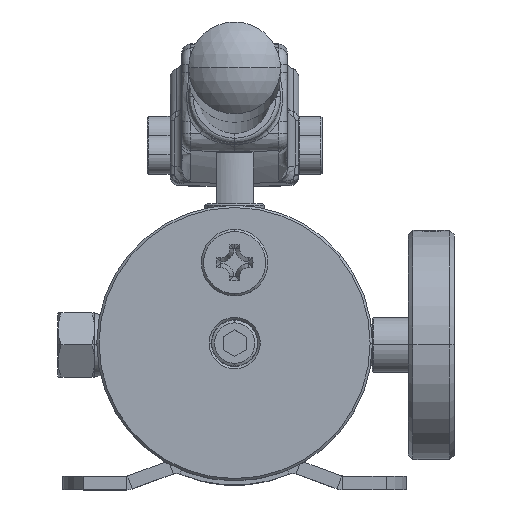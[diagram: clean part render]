
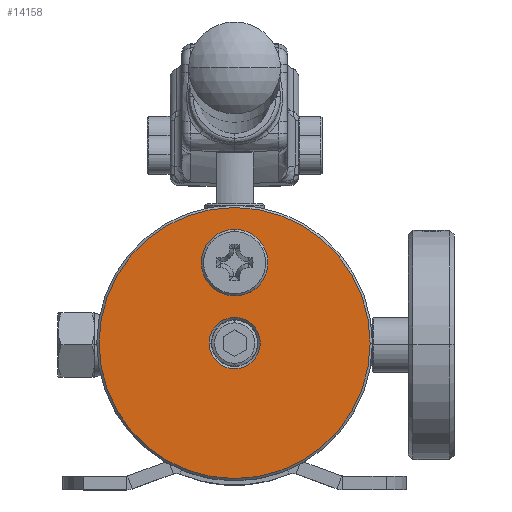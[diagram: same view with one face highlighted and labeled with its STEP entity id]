
A CAD part, top view. The second image highlights one B-rep face of the part: STEP entity #14158.
In plain terms, the highlighted planar face has unit normal (0, 0, 1).
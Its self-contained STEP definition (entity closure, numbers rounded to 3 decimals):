
#497 = VERTEX_POINT ( 'NONE', #19414 ) ;
#833 = EDGE_LOOP ( 'NONE', ( #11925, #4791 ) ) ;
#954 = CARTESIAN_POINT ( 'NONE',  ( 5.575, 28.5, 263.5 ) ) ;
#2410 = DIRECTION ( 'NONE',  ( 0., 1., 0. ) ) ;
#2531 = DIRECTION ( 'NONE',  ( 0., 0., -1. ) ) ;
#2638 = ORIENTED_EDGE ( 'NONE', *, *, #7156, .F. ) ;
#2842 = ORIENTED_EDGE ( 'NONE', *, *, #6063, .T. ) ;
#3239 = AXIS2_PLACEMENT_3D ( 'NONE', #6001, #9185, #5787 ) ;
#3382 = DIRECTION ( 'NONE',  ( 0., 0., 1. ) ) ;
#3531 = CIRCLE ( 'NONE', #8565, 5.575 ) ;
#3546 = AXIS2_PLACEMENT_3D ( 'NONE', #13066, #3382, #17756 ) ;
#3599 = AXIS2_PLACEMENT_3D ( 'NONE', #10763, #7465, #12394 ) ;
#4209 = CARTESIAN_POINT ( 'NONE',  ( 0., 28.5, 263.5 ) ) ;
#4392 = DIRECTION ( 'NONE',  ( -1., 0., 0. ) ) ;
#4791 = ORIENTED_EDGE ( 'NONE', *, *, #16235, .T. ) ;
#5783 = DIRECTION ( 'NONE',  ( 0., 0., -1. ) ) ;
#5787 = DIRECTION ( 'NONE',  ( -1., 0., 0. ) ) ;
#5919 = AXIS2_PLACEMENT_3D ( 'NONE', #15377, #10348, #2410 ) ;
#6001 = CARTESIAN_POINT ( 'NONE',  ( 0., 28.5, 263.5 ) ) ;
#6063 = EDGE_CURVE ( 'NONE', #15744, #497, #13186, .T. ) ;
#6192 = DIRECTION ( 'NONE',  ( 0., 0., 1. ) ) ;
#6334 = CIRCLE ( 'NONE', #3599, 4.763 ) ;
#7122 = EDGE_LOOP ( 'NONE', ( #2638, #13803 ) ) ;
#7156 = EDGE_CURVE ( 'NONE', #12590, #8304, #11766, .T. ) ;
#7465 = DIRECTION ( 'NONE',  ( 0., 0., 1. ) ) ;
#8304 = VERTEX_POINT ( 'NONE', #19498 ) ;
#8565 = AXIS2_PLACEMENT_3D ( 'NONE', #4209, #5783, #20050 ) ;
#9070 = FACE_BOUND ( 'NONE', #833, .T. ) ;
#9153 = CARTESIAN_POINT ( 'NONE',  ( 0., 28.5, 263.5 ) ) ;
#9185 = DIRECTION ( 'NONE',  ( 0., 0., -1. ) ) ;
#10264 = AXIS2_PLACEMENT_3D ( 'NONE', #9153, #6192, #14048 ) ;
#10348 = DIRECTION ( 'NONE',  ( 0., 0., 1. ) ) ;
#10763 = CARTESIAN_POINT ( 'NONE',  ( 0., 46., 263.5 ) ) ;
#11766 = CIRCLE ( 'NONE', #5919, 4.763 ) ;
#11920 = AXIS2_PLACEMENT_3D ( 'NONE', #14101, #2531, #4392 ) ;
#11925 = ORIENTED_EDGE ( 'NONE', *, *, #13655, .T. ) ;
#12089 = CIRCLE ( 'NONE', #3239, 5.575 ) ;
#12394 = DIRECTION ( 'NONE',  ( 0., 1., 0. ) ) ;
#12590 = VERTEX_POINT ( 'NONE', #17213 ) ;
#13066 = CARTESIAN_POINT ( 'NONE',  ( 0., 28.5, 263.5 ) ) ;
#13186 = CIRCLE ( 'NONE', #10264, 29.5 ) ;
#13268 = EDGE_CURVE ( 'NONE', #497, #15744, #19257, .T. ) ;
#13655 = EDGE_CURVE ( 'NONE', #14628, #18019, #12089, .T. ) ;
#13803 = ORIENTED_EDGE ( 'NONE', *, *, #20758, .F. ) ;
#14048 = DIRECTION ( 'NONE',  ( -1., 0., 0. ) ) ;
#14101 = CARTESIAN_POINT ( 'NONE',  ( 30., 28.5, 263.5 ) ) ;
#14158 = ADVANCED_FACE ( 'NONE', ( #20980, #9070, #18168 ), #17260, .F. ) ;
#14628 = VERTEX_POINT ( 'NONE', #954 ) ;
#15377 = CARTESIAN_POINT ( 'NONE',  ( 0., 46., 263.5 ) ) ;
#15744 = VERTEX_POINT ( 'NONE', #18851 ) ;
#16235 = EDGE_CURVE ( 'NONE', #18019, #14628, #3531, .T. ) ;
#17213 = CARTESIAN_POINT ( 'NONE',  ( 0., 50.762, 263.5 ) ) ;
#17236 = CARTESIAN_POINT ( 'NONE',  ( -5.575, 28.5, 263.5 ) ) ;
#17260 = PLANE ( 'NONE',  #11920 ) ;
#17345 = ORIENTED_EDGE ( 'NONE', *, *, #13268, .T. ) ;
#17756 = DIRECTION ( 'NONE',  ( -1., 0., 0. ) ) ;
#18019 = VERTEX_POINT ( 'NONE', #17236 ) ;
#18168 = FACE_OUTER_BOUND ( 'NONE', #18817, .T. ) ;
#18817 = EDGE_LOOP ( 'NONE', ( #17345, #2842 ) ) ;
#18851 = CARTESIAN_POINT ( 'NONE',  ( 29.5, 28.5, 263.5 ) ) ;
#19257 = CIRCLE ( 'NONE', #3546, 29.5 ) ;
#19414 = CARTESIAN_POINT ( 'NONE',  ( -29.5, 28.5, 263.5 ) ) ;
#19498 = CARTESIAN_POINT ( 'NONE',  ( 0., 41.237, 263.5 ) ) ;
#20050 = DIRECTION ( 'NONE',  ( -1., 0., 0. ) ) ;
#20758 = EDGE_CURVE ( 'NONE', #8304, #12590, #6334, .T. ) ;
#20980 = FACE_BOUND ( 'NONE', #7122, .T. ) ;
